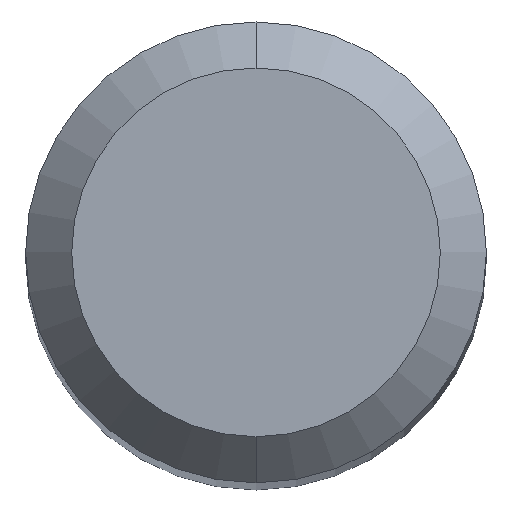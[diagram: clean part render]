
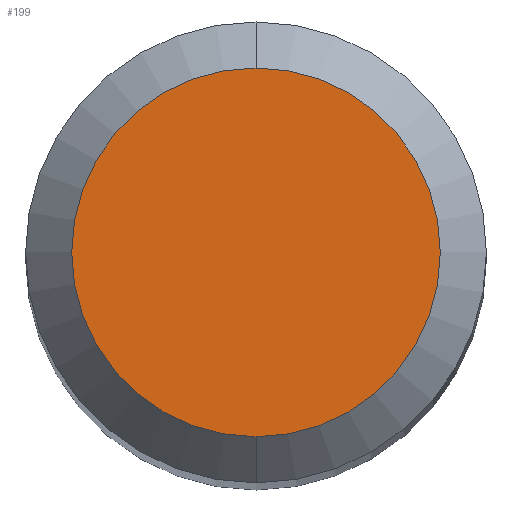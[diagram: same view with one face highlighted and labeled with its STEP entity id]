
A CAD part, top view. The second image highlights one B-rep face of the part: STEP entity #199.
In plain terms, the highlighted planar face has unit normal (0, 0, 1).
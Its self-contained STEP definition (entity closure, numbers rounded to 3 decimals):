
#169=VERTEX_POINT('',#460);
#199=ADVANCED_FACE('',(#494),#495,.T.);
#253=VERTEX_POINT('',#556);
#307=EDGE_CURVE('',#169,#253,#618,.T.);
#371=EDGE_CURVE('',#253,#169,#685,.T.);
#460=CARTESIAN_POINT('',(0.0,1.2,0.0));
#494=FACE_OUTER_BOUND('',#814,.T.);
#495=PLANE('',#815);
#556=CARTESIAN_POINT('',(0.,-1.2,0.0));
#618=CIRCLE('',#1058,1.2);
#685=CIRCLE('',#1178,1.2);
#814=EDGE_LOOP('',(#1419,#1420));
#815=AXIS2_PLACEMENT_3D('',#1421,#1422,#1423);
#1058=AXIS2_PLACEMENT_3D('',#1592,#1593,#1594);
#1178=AXIS2_PLACEMENT_3D('',#1638,#1639,#1640);
#1419=ORIENTED_EDGE('',*,*,#307,.F.);
#1420=ORIENTED_EDGE('',*,*,#371,.F.);
#1421=CARTESIAN_POINT('',(0.0,0.6,0.0));
#1422=DIRECTION('',(-0.0,0.0,1.0));
#1423=DIRECTION('',(0.0,-1.0,0.0));
#1592=CARTESIAN_POINT('',(0.0,0.0,0.0));
#1593=DIRECTION('',(0.0,0.0,-1.0));
#1594=DIRECTION('',(0.0,1.0,0.0));
#1638=CARTESIAN_POINT('',(0.0,0.0,0.0));
#1639=DIRECTION('',(0.0,0.0,-1.0));
#1640=DIRECTION('',(0.0,1.0,0.0));
